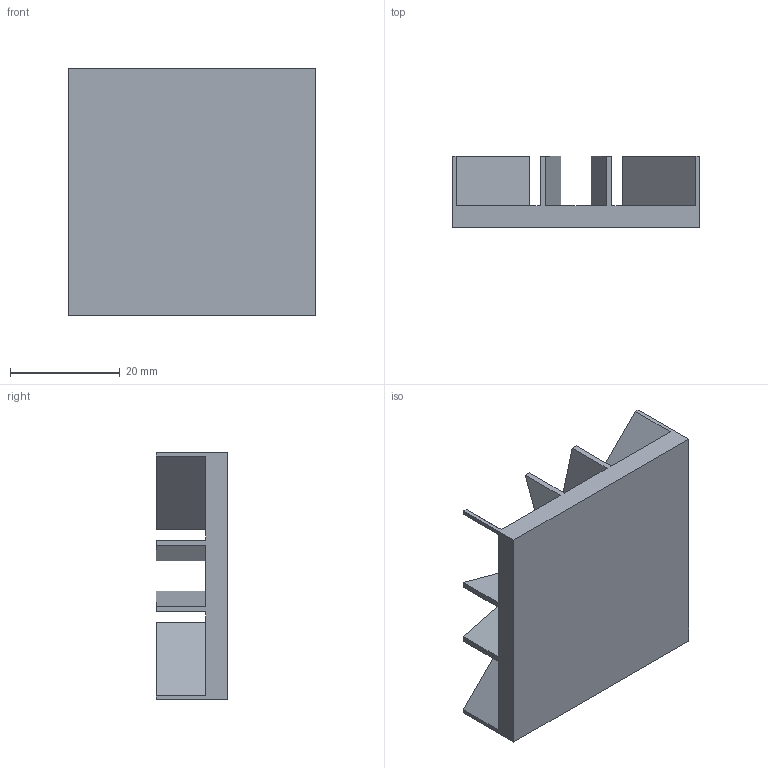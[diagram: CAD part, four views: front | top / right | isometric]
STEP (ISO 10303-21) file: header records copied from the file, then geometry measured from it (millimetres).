
FILE_DESCRIPTION(('produced by SPATIAL CORP'),'2;1');
FILE_NAME( 'rad_heat_sink.hh.sat.stp','2002-04-22T11:51:21+00:00',('SPATIAL CORP'),('SPATIAL CORP'), 'ACIS STEP Husk','http://www.spatial.com','SPATIAL CORP');
FILE_SCHEMA(('CONFIG_CONTROL_DESIGN'));
Length unit declared in the file: millimetre
Products named in the file (1): PRODUCT_ID_1
Bounding box: 45 x 13 x 45 mm (x, y, z)
Volume: 9563.7 mm3; surface area: 7912.8 mm2
Topology: 1 solids, 1 shells, 54 faces, 156 edges, 104 vertices
Faces by surface type: plane 54
Entity records: 1669 total; most frequent: CARTESIAN_POINT 470, ORIENTED_EDGE 312, B_SPLINE_CURVE_WITH_KNOTS 156, EDGE_CURVE 156, DIRECTION 108, VERTEX_POINT 104, EDGE_LOOP 54, FACE_BOUND 54
